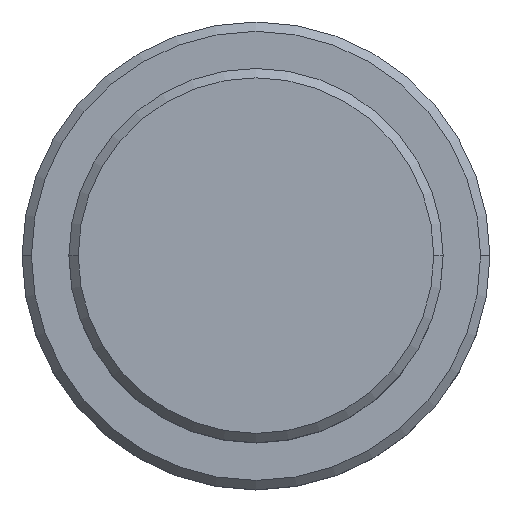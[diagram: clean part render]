
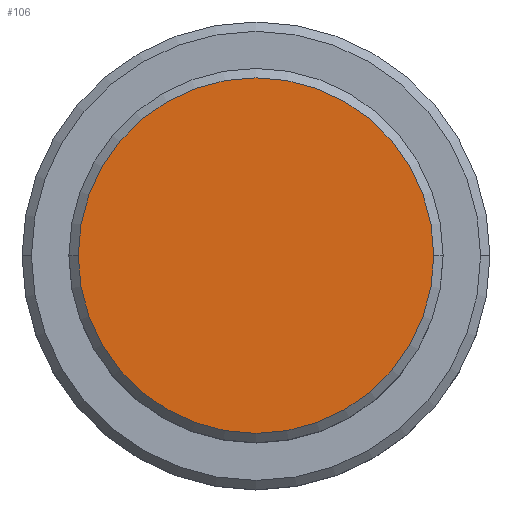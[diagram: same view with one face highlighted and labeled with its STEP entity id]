
A CAD part, top view. The second image highlights one B-rep face of the part: STEP entity #106.
In plain terms, the highlighted planar face has unit normal (0, 0, 1).
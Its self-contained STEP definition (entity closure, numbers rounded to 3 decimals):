
#57 = PLANE ( 'NONE',  #190 ) ;
#106 = ADVANCED_FACE ( 'NONE', ( #1152 ), #57, .T. ) ;
#172 = DIRECTION ( 'NONE',  ( 0., 0., 1. ) ) ;
#190 = AXIS2_PLACEMENT_3D ( 'NONE', #595, #172, #614 ) ;
#207 = DIRECTION ( 'NONE',  ( 0., 0., 1. ) ) ;
#292 = CIRCLE ( 'NONE', #475, 9.5 ) ;
#419 = VERTEX_POINT ( 'NONE', #1123 ) ;
#475 = AXIS2_PLACEMENT_3D ( 'NONE', #1153, #960, #1036 ) ;
#529 = CIRCLE ( 'NONE', #1118, 9.5 ) ;
#595 = CARTESIAN_POINT ( 'NONE',  ( 0., 0., 0. ) ) ;
#614 = DIRECTION ( 'NONE',  ( 1., 0., 0. ) ) ;
#630 = ORIENTED_EDGE ( 'NONE', *, *, #1391, .T. ) ;
#691 = ORIENTED_EDGE ( 'NONE', *, *, #1183, .T. ) ;
#890 = VERTEX_POINT ( 'NONE', #1132 ) ;
#960 = DIRECTION ( 'NONE',  ( 0., 0., 1. ) ) ;
#984 = DIRECTION ( 'NONE',  ( 1., 0., 0. ) ) ;
#1036 = DIRECTION ( 'NONE',  ( 1., 0., 0. ) ) ;
#1065 = EDGE_LOOP ( 'NONE', ( #691, #630 ) ) ;
#1088 = CARTESIAN_POINT ( 'NONE',  ( 0., 0., 0. ) ) ;
#1118 = AXIS2_PLACEMENT_3D ( 'NONE', #1088, #207, #984 ) ;
#1123 = CARTESIAN_POINT ( 'NONE',  ( -9.5, 0., 0. ) ) ;
#1132 = CARTESIAN_POINT ( 'NONE',  ( 9.5, 0., 0. ) ) ;
#1152 = FACE_OUTER_BOUND ( 'NONE', #1065, .T. ) ;
#1153 = CARTESIAN_POINT ( 'NONE',  ( 0., 0., 0. ) ) ;
#1183 = EDGE_CURVE ( 'NONE', #419, #890, #529, .T. ) ;
#1391 = EDGE_CURVE ( 'NONE', #890, #419, #292, .T. ) ;
